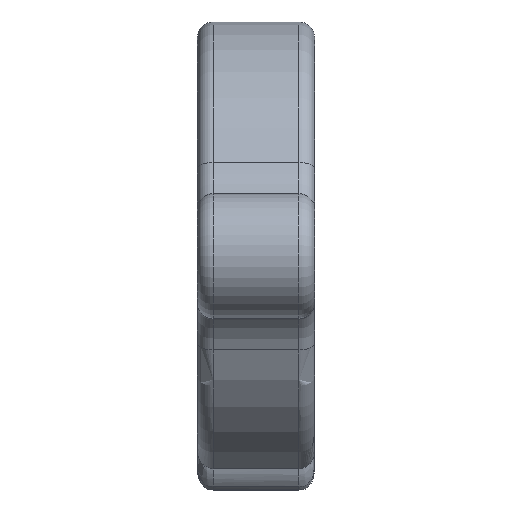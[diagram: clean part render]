
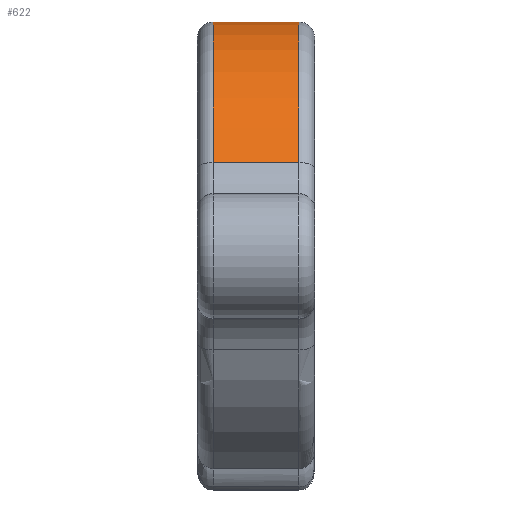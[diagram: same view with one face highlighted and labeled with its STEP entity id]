
A CAD part, left-side view. The second image highlights one B-rep face of the part: STEP entity #622.
In plain terms, the highlighted cylindrical face has radius 15 mm (diameter 30 mm), a partial arc.
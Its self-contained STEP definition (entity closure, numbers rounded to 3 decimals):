
#49 = DIRECTION ( 'NONE',  ( 0., 0., 1. ) ) ;
#496 = VECTOR ( 'NONE', #3711, 1000. ) ;
#576 = DIRECTION ( 'NONE',  ( 0., 0., 1. ) ) ;
#622 = ADVANCED_FACE ( 'NONE', ( #9607 ), #906, .T. ) ;
#906 = CYLINDRICAL_SURFACE ( 'NONE', #4502, 15. ) ;
#962 = CIRCLE ( 'NONE', #8879, 15. ) ;
#1287 = EDGE_CURVE ( 'NONE', #4124, #5003, #4338, .T. ) ;
#1375 = CARTESIAN_POINT ( 'NONE',  ( 40., 1., 15. ) ) ;
#1540 = EDGE_LOOP ( 'NONE', ( #2279, #5915, #8437, #5531, #3207, #1616 ) ) ;
#1616 = ORIENTED_EDGE ( 'NONE', *, *, #3410, .T. ) ;
#1659 = EDGE_CURVE ( 'NONE', #7424, #4124, #2643, .T. ) ;
#1748 = VERTEX_POINT ( 'NONE', #6054 ) ;
#1975 = DIRECTION ( 'NONE',  ( 0., 1., 0. ) ) ;
#2214 = CARTESIAN_POINT ( 'NONE',  ( 26.252, 7.5, 6. ) ) ;
#2279 = ORIENTED_EDGE ( 'NONE', *, *, #3900, .T. ) ;
#2309 = DIRECTION ( 'NONE',  ( 0., 0., 1. ) ) ;
#2643 = CIRCLE ( 'NONE', #8088, 15. ) ;
#3027 = CARTESIAN_POINT ( 'NONE',  ( 40., 6.5, 0. ) ) ;
#3053 = DIRECTION ( 'NONE',  ( 0., 0., -1. ) ) ;
#3207 = ORIENTED_EDGE ( 'NONE', *, *, #3421, .T. ) ;
#3410 = EDGE_CURVE ( 'NONE', #1748, #6223, #962, .T. ) ;
#3421 = EDGE_CURVE ( 'NONE', #5632, #1748, #3597, .T. ) ;
#3597 = CIRCLE ( 'NONE', #5466, 15. ) ;
#3711 = DIRECTION ( 'NONE',  ( 0., -1., 0. ) ) ;
#3858 = LINE ( 'NONE', #2214, #496 ) ;
#3900 = EDGE_CURVE ( 'NONE', #6223, #7424, #3858, .T. ) ;
#3940 = CARTESIAN_POINT ( 'NONE',  ( 53.177, 1., 7.168 ) ) ;
#3970 = DIRECTION ( 'NONE',  ( 0., -1., 0. ) ) ;
#4008 = EDGE_CURVE ( 'NONE', #5003, #5632, #5705, .T. ) ;
#4074 = CARTESIAN_POINT ( 'NONE',  ( 40., 1., 0. ) ) ;
#4124 = VERTEX_POINT ( 'NONE', #1375 ) ;
#4338 = CIRCLE ( 'NONE', #7481, 15. ) ;
#4502 = AXIS2_PLACEMENT_3D ( 'NONE', #8981, #7529, #3053 ) ;
#5003 = VERTEX_POINT ( 'NONE', #3940 ) ;
#5191 = DIRECTION ( 'NONE',  ( 0., 1., 0. ) ) ;
#5348 = CARTESIAN_POINT ( 'NONE',  ( 53.177, 6.5, 7.168 ) ) ;
#5466 = AXIS2_PLACEMENT_3D ( 'NONE', #3027, #5991, #8953 ) ;
#5531 = ORIENTED_EDGE ( 'NONE', *, *, #4008, .T. ) ;
#5632 = VERTEX_POINT ( 'NONE', #5348 ) ;
#5705 = LINE ( 'NONE', #5759, #6104 ) ;
#5759 = CARTESIAN_POINT ( 'NONE',  ( 53.177, 0., 7.168 ) ) ;
#5915 = ORIENTED_EDGE ( 'NONE', *, *, #1659, .T. ) ;
#5991 = DIRECTION ( 'NONE',  ( 0., -1., 0. ) ) ;
#6008 = CARTESIAN_POINT ( 'NONE',  ( 40., 1., 0. ) ) ;
#6054 = CARTESIAN_POINT ( 'NONE',  ( 40., 6.5, 15. ) ) ;
#6104 = VECTOR ( 'NONE', #7901, 1000. ) ;
#6223 = VERTEX_POINT ( 'NONE', #6748 ) ;
#6742 = CARTESIAN_POINT ( 'NONE',  ( 26.252, 1., 6. ) ) ;
#6748 = CARTESIAN_POINT ( 'NONE',  ( 26.252, 6.5, 6. ) ) ;
#7424 = VERTEX_POINT ( 'NONE', #6742 ) ;
#7481 = AXIS2_PLACEMENT_3D ( 'NONE', #4074, #5191, #576 ) ;
#7529 = DIRECTION ( 'NONE',  ( 0., -1., 0. ) ) ;
#7901 = DIRECTION ( 'NONE',  ( 0., 1., 0. ) ) ;
#8088 = AXIS2_PLACEMENT_3D ( 'NONE', #6008, #1975, #2309 ) ;
#8437 = ORIENTED_EDGE ( 'NONE', *, *, #1287, .T. ) ;
#8879 = AXIS2_PLACEMENT_3D ( 'NONE', #9107, #3970, #49 ) ;
#8953 = DIRECTION ( 'NONE',  ( 0., 0., 1. ) ) ;
#8981 = CARTESIAN_POINT ( 'NONE',  ( 40., 7.5, 0. ) ) ;
#9107 = CARTESIAN_POINT ( 'NONE',  ( 40., 6.5, 0. ) ) ;
#9607 = FACE_OUTER_BOUND ( 'NONE', #1540, .T. ) ;
